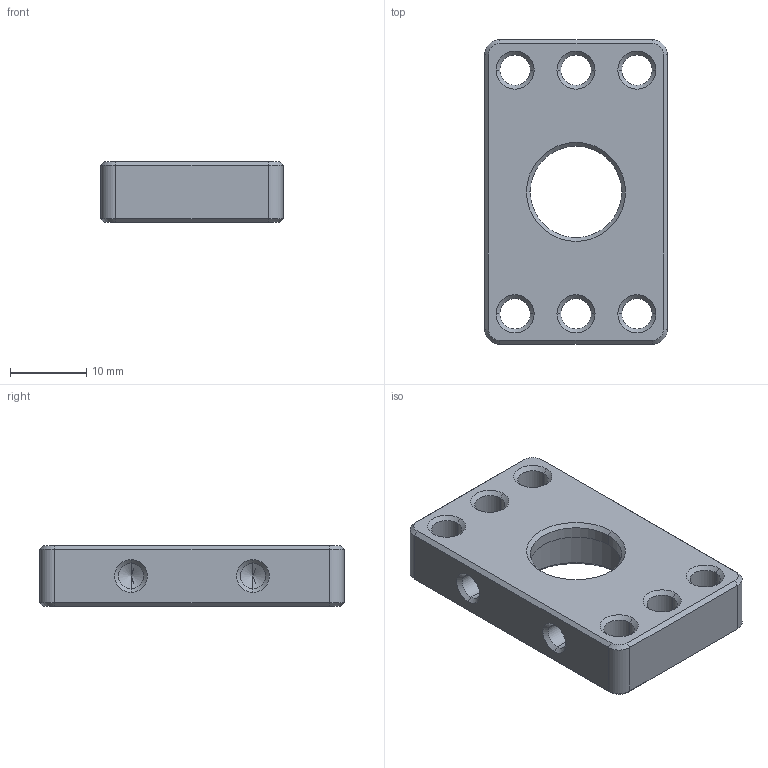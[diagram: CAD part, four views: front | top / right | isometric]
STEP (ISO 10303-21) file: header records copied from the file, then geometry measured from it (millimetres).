
FILE_DESCRIPTION (( 'STEP AP214' ), '1' );
FILE_NAME ('8mm Bearing Bracket A粣創盓殤A.step', '2016-10-28T04:08:39', ( 'dell' ), ( '' ), 'SwSTEP 2.0', 'SolidWorks 2013', '' );
FILE_SCHEMA (( 'AUTOMOTIVE_DESIGN' ));
Length unit declared in the file: millimetre
Products named in the file (1): 8mm Bearing Bracket A粣創盓殤A
Bounding box: 24 x 40 x 8 mm (x, y, z)
Volume: 5443.1 mm3; surface area: 3495.7 mm2
Topology: 1 solids, 1 shells, 83 faces, 188 edges, 106 vertices
Faces by surface type: cone 44, cylinder 24, plane 15
Entity records: 2372 total; most frequent: DIRECTION 440, CARTESIAN_POINT 374, ORIENTED_EDGE 368, EDGE_CURVE 184, AXIS2_PLACEMENT_3D 172, VERTEX_POINT 106, EDGE_LOOP 100, LINE 96
